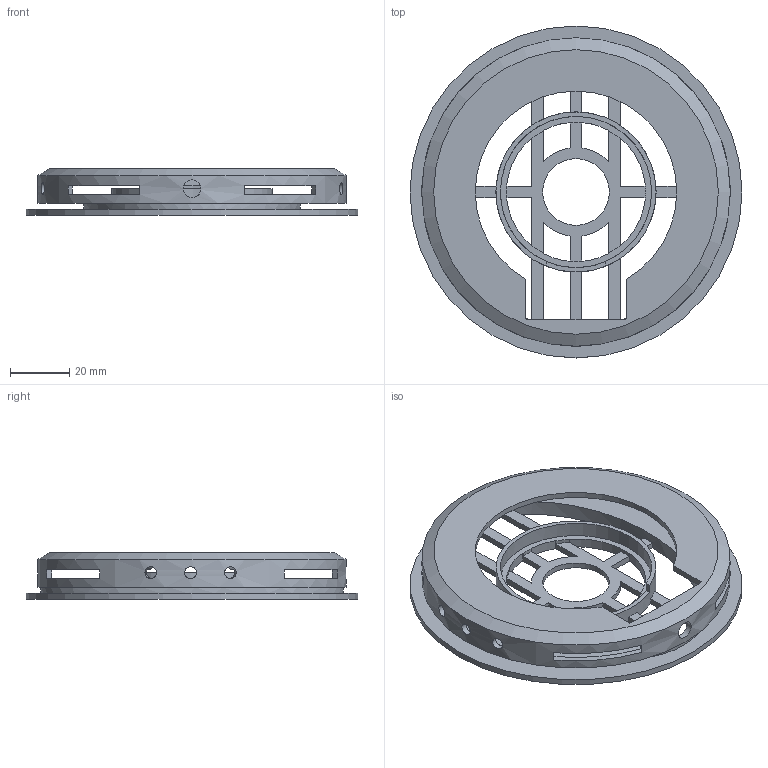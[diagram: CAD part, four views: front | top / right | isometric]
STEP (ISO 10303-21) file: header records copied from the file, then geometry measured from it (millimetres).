
FILE_DESCRIPTION(/* description */ (''),/* implementation_level */ '2;1');
FILE_NAME(/* name */ 'omega_universal_cup',/* time_stamp */ '2025-09-25T08:39:01+02:00',/* author */ (''),/* organization */ (''),/* preprocessor_version */ 'ST-DEVELOPER v19.2',/* originating_system */ 'Rhino 8.22',/* authorisation */ '');
FILE_SCHEMA (('CONFIG_CONTROL_DESIGN'));
Length unit declared in the file: millimetre
Products named in the file (1): Document
Bounding box: 112 x 112 x 15.75 mm (x, y, z)
Volume: 35472.8 mm3; surface area: 38010.5 mm2
Topology: 1 solids, 1 shells, 124 faces, 427 edges, 283 vertices
Faces by surface type: plane 81, cylinder 40, bspline 3
Full cylindrical faces by diameter (mm): 4 x6, 6 x1, 22.5 x1, 51 x1, 54 x1, 104 x2, 112 x1
Entity records: 5039 total; most frequent: CARTESIAN_POINT 1788, ORIENTED_EDGE 854, EDGE_CURVE 427, DIRECTION 362, VERTEX_POINT 283, AXIS2_PLACEMENT_3D 241, B_SPLINE_CURVE_WITH_KNOTS 211, EDGE_LOOP 158
